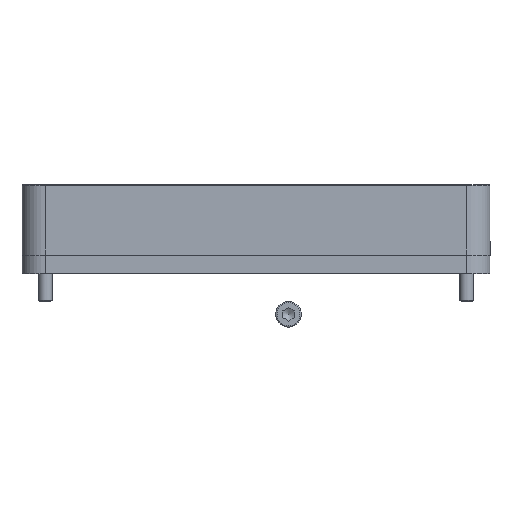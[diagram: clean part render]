
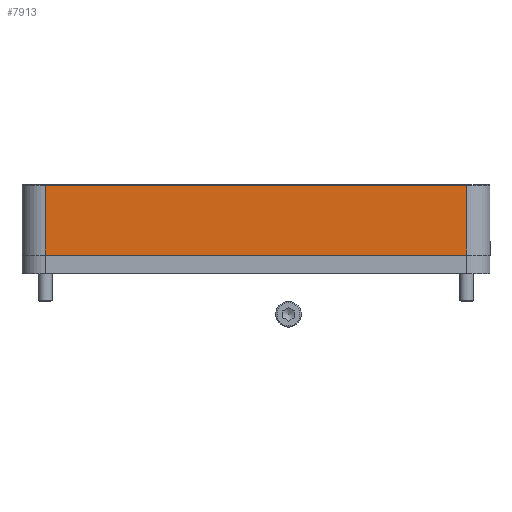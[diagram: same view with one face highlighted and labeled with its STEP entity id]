
A CAD part, left-side view. The second image highlights one B-rep face of the part: STEP entity #7913.
In plain terms, the highlighted planar face has unit normal (-1, 0, 0).
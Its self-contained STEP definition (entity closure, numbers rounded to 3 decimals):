
#1099=PLANE('',#8507);
#1277=FACE_OUTER_BOUND('',#1695,.T.);
#1695=EDGE_LOOP('',(#6116,#6117,#6118,#6119));
#2607=LINE('',#12334,#3202);
#2625=LINE('',#12395,#3220);
#2626=LINE('',#12398,#3221);
#2627=LINE('',#12400,#3222);
#3202=VECTOR('',#9819,10.);
#3220=VECTOR('',#9899,10.);
#3221=VECTOR('',#9904,10.);
#3222=VECTOR('',#9907,10.);
#3757=VERTEX_POINT('',#12328);
#3758=VERTEX_POINT('',#12332);
#3769=VERTEX_POINT('',#12392);
#3770=VERTEX_POINT('',#12394);
#4603=EDGE_CURVE('',#3757,#3758,#2607,.T.);
#4632=EDGE_CURVE('',#3769,#3770,#2625,.T.);
#4634=EDGE_CURVE('',#3757,#3770,#2626,.T.);
#4635=EDGE_CURVE('',#3758,#3769,#2627,.T.);
#6116=ORIENTED_EDGE('',*,*,#4603,.F.);
#6117=ORIENTED_EDGE('',*,*,#4634,.T.);
#6118=ORIENTED_EDGE('',*,*,#4632,.F.);
#6119=ORIENTED_EDGE('',*,*,#4635,.F.);
#7913=ADVANCED_FACE('',(#1277),#1099,.T.);
#8507=AXIS2_PLACEMENT_3D('',#12399,#9905,#9906);
#9819=DIRECTION('',(0.,1.,0.));
#9899=DIRECTION('',(0.,-1.,0.));
#9904=DIRECTION('',(0.,0.,1.));
#9905=DIRECTION('center_axis',(-1.,0.,0.));
#9906=DIRECTION('ref_axis',(0.,-1.,0.));
#9907=DIRECTION('',(0.,0.,1.));
#12328=CARTESIAN_POINT('',(-21.517,93.562,0.756));
#12332=CARTESIAN_POINT('',(-21.517,183.562,0.756));
#12334=CARTESIAN_POINT('',(-21.517,161.062,0.756));
#12392=CARTESIAN_POINT('',(-21.517,183.562,15.656));
#12394=CARTESIAN_POINT('',(-21.517,93.562,15.656));
#12395=CARTESIAN_POINT('',(-21.517,183.562,15.656));
#12398=CARTESIAN_POINT('',(-21.517,93.562,0.656));
#12399=CARTESIAN_POINT('Origin',(-21.517,183.562,0.656));
#12400=CARTESIAN_POINT('',(-21.517,183.562,0.656));
